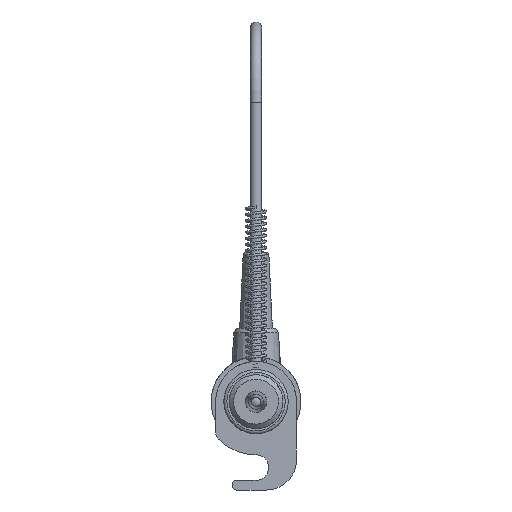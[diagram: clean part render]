
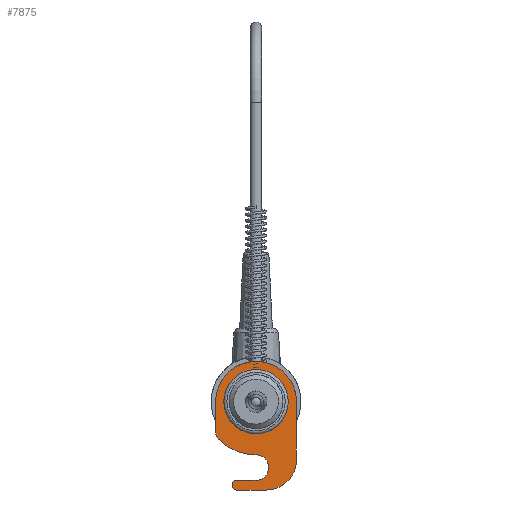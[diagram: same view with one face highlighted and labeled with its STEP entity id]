
A CAD part, left-side view. The second image highlights one B-rep face of the part: STEP entity #7875.
In plain terms, the highlighted planar face has unit normal (-1, 0, 0).
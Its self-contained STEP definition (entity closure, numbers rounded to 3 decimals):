
#698=LINE('',#13302,#1341);
#709=LINE('',#13721,#1352);
#713=LINE('',#13733,#1356);
#716=LINE('',#13740,#1359);
#717=LINE('',#13742,#1360);
#1341=VECTOR('',#10757,10.);
#1352=VECTOR('',#10830,10.);
#1356=VECTOR('',#10844,10.);
#1359=VECTOR('',#10853,10.);
#1360=VECTOR('',#10856,10.);
#1685=PLANE('',#8674);
#1764=FACE_BOUND('',#2661,.T.);
#2178=FACE_OUTER_BOUND('',#2660,.T.);
#2660=EDGE_LOOP('',(#6927,#6928,#6929,#6930,#6931,#6932,#6933,#6934,#6935,
#6936,#6937,#6938));
#2661=EDGE_LOOP('',(#6939));
#3054=CIRCLE('',#8623,3.);
#3070=CIRCLE('',#8650,10.75);
#3072=CIRCLE('',#8659,17.75);
#3073=CIRCLE('',#8661,4.25);
#3074=CIRCLE('',#8663,10.);
#3075=CIRCLE('',#8666,13.5);
#3076=CIRCLE('',#8668,1.5);
#3077=CIRCLE('',#8671,1.5);
#3754=VERTEX_POINT('',#13265);
#3755=VERTEX_POINT('',#13267);
#3770=VERTEX_POINT('',#13301);
#3790=VERTEX_POINT('',#13626);
#3793=VERTEX_POINT('',#13706);
#3794=VERTEX_POINT('',#13710);
#3795=VERTEX_POINT('',#13714);
#3796=VERTEX_POINT('',#13715);
#3797=VERTEX_POINT('',#13720);
#3798=VERTEX_POINT('',#13726);
#3799=VERTEX_POINT('',#13727);
#3800=VERTEX_POINT('',#13732);
#3801=VERTEX_POINT('',#13736);
#4792=EDGE_CURVE('',#3754,#3755,#3054,.T.);
#4809=EDGE_CURVE('',#3770,#3755,#698,.T.);
#4835=EDGE_CURVE('',#3790,#3790,#3070,.T.);
#4840=EDGE_CURVE('',#3754,#3793,#3072,.T.);
#4841=EDGE_CURVE('',#3793,#3794,#3073,.T.);
#4843=EDGE_CURVE('',#3795,#3796,#3074,.T.);
#4846=EDGE_CURVE('',#3796,#3797,#709,.T.);
#4848=EDGE_CURVE('',#3797,#3770,#3075,.T.);
#4849=EDGE_CURVE('',#3798,#3799,#3076,.T.);
#4852=EDGE_CURVE('',#3799,#3800,#713,.T.);
#4854=EDGE_CURVE('',#3800,#3801,#3077,.T.);
#4856=EDGE_CURVE('',#3801,#3795,#716,.T.);
#4857=EDGE_CURVE('',#3794,#3798,#717,.T.);
#6927=ORIENTED_EDGE('',*,*,#4792,.F.);
#6928=ORIENTED_EDGE('',*,*,#4840,.T.);
#6929=ORIENTED_EDGE('',*,*,#4841,.T.);
#6930=ORIENTED_EDGE('',*,*,#4857,.T.);
#6931=ORIENTED_EDGE('',*,*,#4849,.T.);
#6932=ORIENTED_EDGE('',*,*,#4852,.T.);
#6933=ORIENTED_EDGE('',*,*,#4854,.T.);
#6934=ORIENTED_EDGE('',*,*,#4856,.T.);
#6935=ORIENTED_EDGE('',*,*,#4843,.T.);
#6936=ORIENTED_EDGE('',*,*,#4846,.T.);
#6937=ORIENTED_EDGE('',*,*,#4848,.T.);
#6938=ORIENTED_EDGE('',*,*,#4809,.T.);
#6939=ORIENTED_EDGE('',*,*,#4835,.T.);
#7875=ADVANCED_FACE('',(#2178,#1764),#1685,.T.);
#8623=AXIS2_PLACEMENT_3D('',#13268,#10727,#10728);
#8650=AXIS2_PLACEMENT_3D('',#13627,#10796,#10797);
#8659=AXIS2_PLACEMENT_3D('',#13708,#10815,#10816);
#8661=AXIS2_PLACEMENT_3D('',#13711,#10819,#10820);
#8663=AXIS2_PLACEMENT_3D('',#13716,#10824,#10825);
#8666=AXIS2_PLACEMENT_3D('',#13724,#10834,#10835);
#8668=AXIS2_PLACEMENT_3D('',#13728,#10838,#10839);
#8671=AXIS2_PLACEMENT_3D('',#13737,#10848,#10849);
#8674=AXIS2_PLACEMENT_3D('',#13743,#10857,#10858);
#10727=DIRECTION('center_axis',(1.,0.,0.));
#10728=DIRECTION('ref_axis',(0.,0.925,-0.38));
#10757=DIRECTION('',(0.,0.,-1.));
#10796=DIRECTION('center_axis',(1.,0.,0.));
#10797=DIRECTION('ref_axis',(0.,-1.,0.));
#10815=DIRECTION('center_axis',(-1.,0.,0.));
#10816=DIRECTION('ref_axis',(0.,0.761,-0.649));
#10819=DIRECTION('center_axis',(1.,0.,0.));
#10820=DIRECTION('ref_axis',(0.,0.,
1.));
#10824=DIRECTION('center_axis',(-1.,0.,0.));
#10825=DIRECTION('ref_axis',(0.,0.,
-1.));
#10830=DIRECTION('',(0.,0.,1.));
#10834=DIRECTION('center_axis',(-1.,0.,0.));
#10835=DIRECTION('ref_axis',(0.,-1.,0.));
#10838=DIRECTION('center_axis',(-1.,0.,0.));
#10839=DIRECTION('ref_axis',(0.,0.,
1.));
#10844=DIRECTION('',(0.,0.,-1.));
#10848=DIRECTION('center_axis',(-1.,0.,0.));
#10849=DIRECTION('ref_axis',(0.,1.,0.));
#10853=DIRECTION('',(0.,-1.,0.));
#10856=DIRECTION('',(0.,1.,0.));
#10857=DIRECTION('center_axis',(-1.,0.,0.));
#10858=DIRECTION('ref_axis',(0.,-1.,0.));
#13265=CARTESIAN_POINT('',(0.,12.636,-12.42));
#13267=CARTESIAN_POINT('',(0.,13.5,-10.313));
#13268=CARTESIAN_POINT('Origin',(0.,10.5,-10.313));
#13301=CARTESIAN_POINT('',(0.,13.5,0.046));
#13302=CARTESIAN_POINT('',(0.,13.5,0.046));
#13626=CARTESIAN_POINT('',(0.,10.75,0.046));
#13627=CARTESIAN_POINT('Origin',(0.,0.,
0.046));
#13706=CARTESIAN_POINT('',(0.,0.,-17.704));
#13708=CARTESIAN_POINT('Origin',(0.,0.,
0.046));
#13710=CARTESIAN_POINT('',(0.,0.,-26.204));
#13711=CARTESIAN_POINT('Origin',(0.,0.,
-21.954));
#13714=CARTESIAN_POINT('',(0.,-3.5,-29.454));
#13715=CARTESIAN_POINT('',(0.,-13.5,-19.454));
#13716=CARTESIAN_POINT('Origin',(0.,-3.5,
-19.454));
#13720=CARTESIAN_POINT('',(0.,-13.5,0.046));
#13721=CARTESIAN_POINT('',(0.,-13.5,-19.454));
#13724=CARTESIAN_POINT('Origin',(0.,0.,
0.046));
#13726=CARTESIAN_POINT('',(0.,6.499,-26.204));
#13727=CARTESIAN_POINT('',(0.,7.999,-27.704));
#13728=CARTESIAN_POINT('Origin',(0.,6.499,
-27.704));
#13732=CARTESIAN_POINT('',(0.,7.999,-28.003));
#13733=CARTESIAN_POINT('',(0.,7.999,-27.704));
#13736=CARTESIAN_POINT('',(0.,6.5,-29.454));
#13737=CARTESIAN_POINT('Origin',(0.,6.5,
-27.954));
#13740=CARTESIAN_POINT('',(0.,6.5,-29.454));
#13742=CARTESIAN_POINT('',(0.,0.,-26.204));
#13743=CARTESIAN_POINT('Origin',(0.,2.242,
-28.056));
